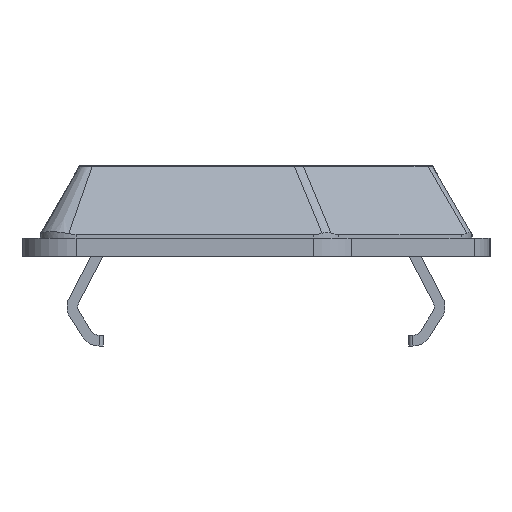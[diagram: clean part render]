
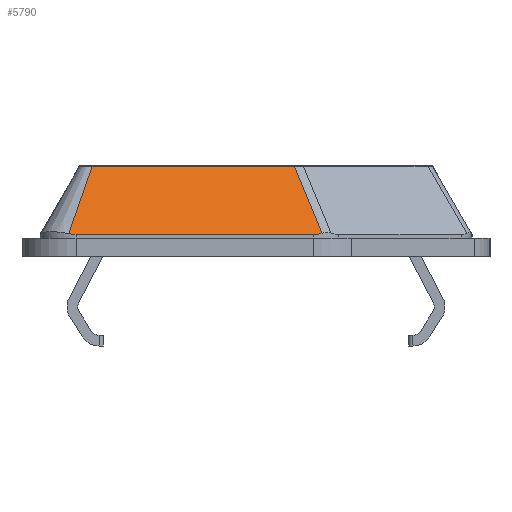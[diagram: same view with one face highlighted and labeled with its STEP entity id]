
A CAD part, left-side view. The second image highlights one B-rep face of the part: STEP entity #5790.
In plain terms, the highlighted planar face has unit normal (-0.707, 0, 0.707).
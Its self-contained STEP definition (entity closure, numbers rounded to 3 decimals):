
#1554=CARTESIAN_POINT('',(-20.1,-1.067,2.5));
#1559=DIRECTION('',(0.,1.,0.));
#1560=VECTOR('',#1559,5.618);
#1561=CARTESIAN_POINT('',(-20.1,-1.067,2.5));
#1562=LINE('',#1561,#1560);
#2360=CARTESIAN_POINT('',(-21.967,-1.84,
0.633));
#2392=DIRECTION('',(0.,-1.,0.));
#2393=VECTOR('',#2392,6.586);
#2394=CARTESIAN_POINT('',(-22.,5.,0.6));
#2395=LINE('',#2394,#2393);
#2424=CARTESIAN_POINT('',(-21.979,5.202,
0.621));
#2425=CARTESIAN_POINT('',(-21.993,5.136,
0.607));
#2426=CARTESIAN_POINT('',(-22.,5.069,0.6));
#2427=CARTESIAN_POINT('',(-22.,5.,0.6));
#2668=DIRECTION('',(-0.679,-0.281,-0.679));
#2669=VECTOR('',#2668,2.751);
#2670=CARTESIAN_POINT('',(-20.1,-1.067,2.5));
#2671=LINE('',#2670,#2669);
#2675=CARTESIAN_POINT('',(-21.967,-1.84,
0.633));
#2676=CARTESIAN_POINT('',(-21.989,-1.758,
0.611));
#2677=CARTESIAN_POINT('',(-22.,-1.673,0.6));
#2678=CARTESIAN_POINT('',(-22.,-1.586,0.6));
#2683=DIRECTION('',(0.687,-0.238,0.687));
#2684=VECTOR('',#2683,2.736);
#2685=CARTESIAN_POINT('',(-21.979,5.202,
0.621));
#2686=LINE('',#2685,#2684);
#3868=VERTEX_POINT('',#1554);
#3869=CARTESIAN_POINT('',(-20.1,4.551,2.5));
#3870=VERTEX_POINT('',#3869);
#4128=VERTEX_POINT('',#2360);
#4130=VERTEX_POINT('',#2678);
#4131=CARTESIAN_POINT('',(-22.,5.,0.6));
#4132=VERTEX_POINT('',#4131);
#4133=VERTEX_POINT('',#2424);
#5776=CARTESIAN_POINT('',(-20.1,-7.2,2.5));
#5777=DIRECTION('',(0.707,0.,-0.707));
#5778=DIRECTION('',(-0.707,0.,-0.707));
#5779=AXIS2_PLACEMENT_3D('',#5776,#5777,#5778);
#5780=PLANE('',#5779);
#5782=ORIENTED_EDGE('',*,*,#5781,.T.);
#5783=ORIENTED_EDGE('',*,*,#5568,.T.);
#5784=ORIENTED_EDGE('',*,*,#5585,.F.);
#5785=ORIENTED_EDGE('',*,*,#5602,.F.);
#5786=ORIENTED_EDGE('',*,*,#5766,.T.);
#5787=ORIENTED_EDGE('',*,*,#5348,.F.);
#5788=EDGE_LOOP('',(#5782,#5783,#5784,#5785,#5786,#5787));
#5789=FACE_OUTER_BOUND('',#5788,.F.);
#2428=B_SPLINE_CURVE_WITH_KNOTS('',3,(#2424,#2425,#2426,#2427),.UNSPECIFIED.,
.F.,.F.,(4,4),(0.,1.),.UNSPECIFIED.);
#2679=B_SPLINE_CURVE_WITH_KNOTS('',3,(#2675,#2676,#2677,#2678),.UNSPECIFIED.,
.F.,.F.,(4,4),(0.,1.),.UNSPECIFIED.);
#5348=EDGE_CURVE('',#3868,#3870,#1562,.T.);
#5568=EDGE_CURVE('',#4128,#4130,#2679,.T.);
#5585=EDGE_CURVE('',#4132,#4130,#2395,.T.);
#5602=EDGE_CURVE('',#4133,#4132,#2428,.T.);
#5766=EDGE_CURVE('',#4133,#3870,#2686,.T.);
#5781=EDGE_CURVE('',#3868,#4128,#2671,.T.);
#5790=ADVANCED_FACE('',(#5789),#5780,.F.);
